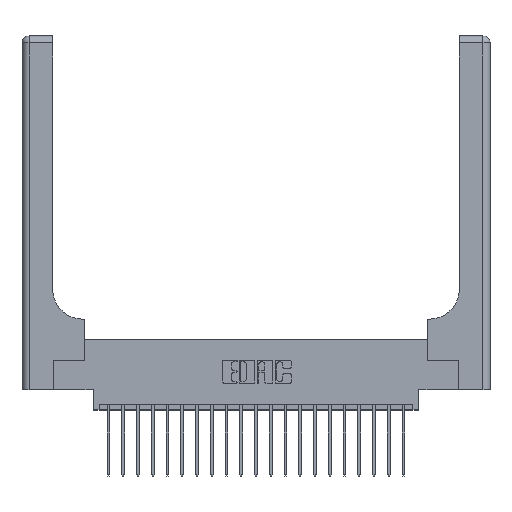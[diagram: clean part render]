
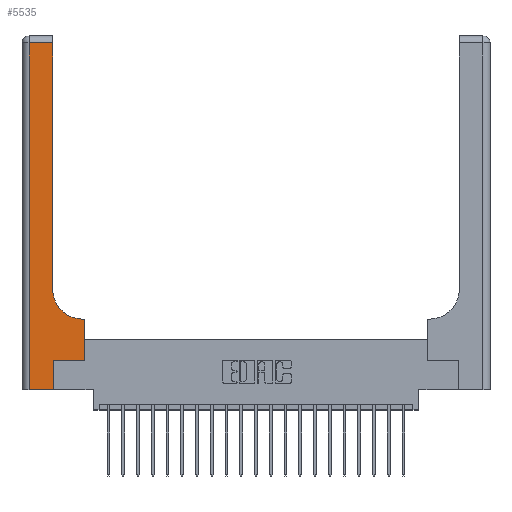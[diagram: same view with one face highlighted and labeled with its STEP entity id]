
A CAD part, top view. The second image highlights one B-rep face of the part: STEP entity #5535.
In plain terms, the highlighted planar face has unit normal (0, 0, 1).
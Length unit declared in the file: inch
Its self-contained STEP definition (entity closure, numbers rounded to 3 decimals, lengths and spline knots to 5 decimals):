
#588 = DIRECTION ( 'NONE',  ( 0., 1., 0. ) ) ;
#974 = DIRECTION ( 'NONE',  ( -1., 0., 0. ) ) ;
#1045 = CARTESIAN_POINT ( 'NONE',  ( 0.26, 3., 0.37 ) ) ;
#1223 = CARTESIAN_POINT ( 'NONE',  ( 0.265, 0.25, 0.37 ) ) ;
#1249 = DIRECTION ( 'NONE',  ( 0., 1., 0. ) ) ;
#1583 = EDGE_LOOP ( 'NONE', ( #8511, #8541, #17576, #6090, #3319, #8500, #7864, #3682, #4350 ) ) ;
#1739 = EDGE_CURVE ( 'NONE', #2684, #10801, #14857, .T. ) ;
#2357 = VECTOR ( 'NONE', #974, 39.37008 ) ;
#2507 = VERTEX_POINT ( 'NONE', #21319 ) ;
#2552 = CARTESIAN_POINT ( 'NONE',  ( 0., 0., 0.37 ) ) ;
#2607 = PLANE ( 'NONE',  #16342 ) ;
#2684 = VERTEX_POINT ( 'NONE', #10067 ) ;
#3319 = ORIENTED_EDGE ( 'NONE', *, *, #9111, .T. ) ;
#3419 = VERTEX_POINT ( 'NONE', #17550 ) ;
#3682 = ORIENTED_EDGE ( 'NONE', *, *, #5565, .T. ) ;
#4086 = DIRECTION ( 'NONE',  ( 0., -1., 0. ) ) ;
#4318 = DIRECTION ( 'NONE',  ( 0., 0., -1. ) ) ;
#4350 = ORIENTED_EDGE ( 'NONE', *, *, #19195, .T. ) ;
#4468 = VECTOR ( 'NONE', #19371, 39.37008 ) ;
#4518 = VERTEX_POINT ( 'NONE', #8576 ) ;
#4628 = VERTEX_POINT ( 'NONE', #7159 ) ;
#4801 = EDGE_CURVE ( 'NONE', #12867, #4518, #21866, .T. ) ;
#5535 = ADVANCED_FACE ( 'NONE', ( #21343 ), #2607, .F. ) ;
#5565 = EDGE_CURVE ( 'NONE', #3419, #4628, #19751, .T. ) ;
#5799 = LINE ( 'NONE', #7593, #14784 ) ;
#6090 = ORIENTED_EDGE ( 'NONE', *, *, #1739, .T. ) ;
#6242 = EDGE_CURVE ( 'NONE', #2507, #3419, #8156, .T. ) ;
#6879 = CARTESIAN_POINT ( 'NONE',  ( 0.265, 0., 0.37 ) ) ;
#7159 = CARTESIAN_POINT ( 'NONE',  ( 0.51, 0.6, 0.37 ) ) ;
#7303 = DIRECTION ( 'NONE',  ( 0., 0., -1. ) ) ;
#7593 = CARTESIAN_POINT ( 'NONE',  ( 0.265, 0.25, 0.37 ) ) ;
#7606 = CARTESIAN_POINT ( 'NONE',  ( 0., 2.94, 0.37 ) ) ;
#7788 = CARTESIAN_POINT ( 'NONE',  ( 0.26, 0.6, 0.37 ) ) ;
#7864 = ORIENTED_EDGE ( 'NONE', *, *, #6242, .T. ) ;
#7906 = AXIS2_PLACEMENT_3D ( 'NONE', #17405, #7303, #19092 ) ;
#7983 = VECTOR ( 'NONE', #9493, 39.37008 ) ;
#8156 = LINE ( 'NONE', #21440, #20505 ) ;
#8500 = ORIENTED_EDGE ( 'NONE', *, *, #18324, .T. ) ;
#8511 = ORIENTED_EDGE ( 'NONE', *, *, #12455, .T. ) ;
#8541 = ORIENTED_EDGE ( 'NONE', *, *, #4801, .T. ) ;
#8576 = CARTESIAN_POINT ( 'NONE',  ( 0.06, 2.94, 0.37 ) ) ;
#9111 = EDGE_CURVE ( 'NONE', #10801, #13164, #18038, .T. ) ;
#9493 = DIRECTION ( 'NONE',  ( 0., 1., 0. ) ) ;
#9759 = EDGE_CURVE ( 'NONE', #4518, #2684, #10368, .T. ) ;
#10067 = CARTESIAN_POINT ( 'NONE',  ( 0.06, 0., 0.37 ) ) ;
#10368 = LINE ( 'NONE', #14182, #14847 ) ;
#10801 = VERTEX_POINT ( 'NONE', #6879 ) ;
#12455 = EDGE_CURVE ( 'NONE', #19520, #12867, #13004, .T. ) ;
#12503 = VECTOR ( 'NONE', #588, 39.37008 ) ;
#12735 = CARTESIAN_POINT ( 'NONE',  ( 0., 3., 0.37 ) ) ;
#12867 = VERTEX_POINT ( 'NONE', #20766 ) ;
#13004 = LINE ( 'NONE', #1045, #7983 ) ;
#13061 = CARTESIAN_POINT ( 'NONE',  ( 0.26, 0.85, 0.37 ) ) ;
#13164 = VERTEX_POINT ( 'NONE', #1223 ) ;
#14182 = CARTESIAN_POINT ( 'NONE',  ( 0.06, 3., 0.37 ) ) ;
#14343 = VECTOR ( 'NONE', #17753, 39.37008 ) ;
#14784 = VECTOR ( 'NONE', #17691, 39.37008 ) ;
#14847 = VECTOR ( 'NONE', #4086, 39.37008 ) ;
#14857 = LINE ( 'NONE', #2552, #14343 ) ;
#16114 = DIRECTION ( 'NONE',  ( -1., 0., 0. ) ) ;
#16342 = AXIS2_PLACEMENT_3D ( 'NONE', #12735, #4318, #16114 ) ;
#17405 = CARTESIAN_POINT ( 'NONE',  ( 0.51, 0.85, 0.37 ) ) ;
#17550 = CARTESIAN_POINT ( 'NONE',  ( 0.528, 0.6, 0.37 ) ) ;
#17576 = ORIENTED_EDGE ( 'NONE', *, *, #9759, .T. ) ;
#17691 = DIRECTION ( 'NONE',  ( 1., 0., 0. ) ) ;
#17753 = DIRECTION ( 'NONE',  ( 1., 0., 0. ) ) ;
#18038 = LINE ( 'NONE', #20804, #12503 ) ;
#18324 = EDGE_CURVE ( 'NONE', #13164, #2507, #5799, .T. ) ;
#19092 = DIRECTION ( 'NONE',  ( 1., 0., 0. ) ) ;
#19195 = EDGE_CURVE ( 'NONE', #4628, #19520, #21839, .T. ) ;
#19371 = DIRECTION ( 'NONE',  ( -1., 0., 0. ) ) ;
#19520 = VERTEX_POINT ( 'NONE', #13061 ) ;
#19751 = LINE ( 'NONE', #7788, #2357 ) ;
#20505 = VECTOR ( 'NONE', #1249, 39.37008 ) ;
#20766 = CARTESIAN_POINT ( 'NONE',  ( 0.26, 2.94, 0.37 ) ) ;
#20804 = CARTESIAN_POINT ( 'NONE',  ( 0.265, 0., 0.37 ) ) ;
#21319 = CARTESIAN_POINT ( 'NONE',  ( 0.528, 0.25, 0.37 ) ) ;
#21343 = FACE_OUTER_BOUND ( 'NONE', #1583, .T. ) ;
#21440 = CARTESIAN_POINT ( 'NONE',  ( 0.528, 0.25, 0.37 ) ) ;
#21839 = CIRCLE ( 'NONE', #7906, 0.25 ) ;
#21866 = LINE ( 'NONE', #7606, #4468 ) ;
